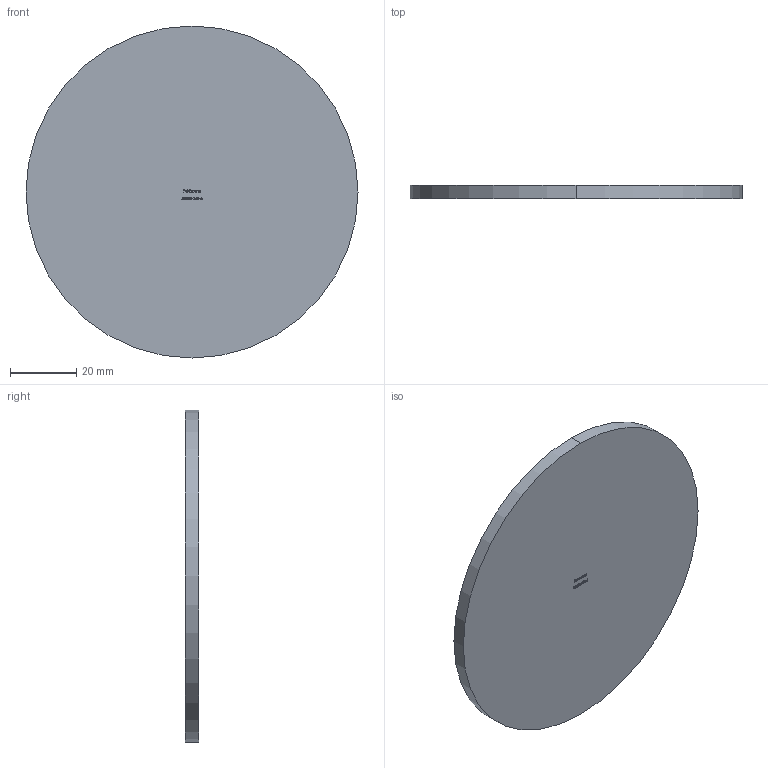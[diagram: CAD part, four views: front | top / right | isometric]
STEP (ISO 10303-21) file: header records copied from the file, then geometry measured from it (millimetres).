
FILE_DESCRIPTION (( 'STEP AP203' ), '1' );
FILE_NAME ('53100-240-4.step', '2020-10-16T11:32:33', ( '' ), ( '' ), 'SwSTEP 2.0', 'SolidWorks 2018', '' );
FILE_SCHEMA (( 'CONFIG_CONTROL_DESIGN' ));
Length unit declared in the file: millimetre
Products named in the file (2): 53100-240-4
Bounding box: 100 x 4 x 100 mm (x, y, z)
Volume: 31415.7 mm3; surface area: 16970.8 mm2
Topology: 1 solids, 1 shells, 243 faces, 642 edges, 428 vertices
Faces by surface type: plane 138, bspline 103, cylinder 2
Entity records: 13513 total; most frequent: CARTESIAN_POINT 8034, ORIENTED_EDGE 1284, DIRECTION 724, EDGE_CURVE 642, VECTOR 432, LINE 432, VERTEX_POINT 428, EDGE_LOOP 270
